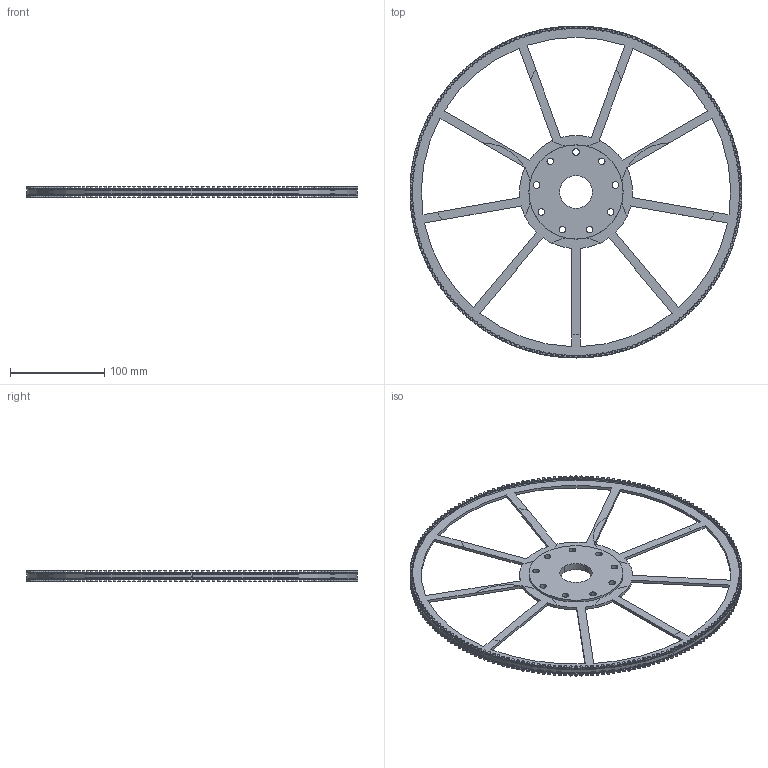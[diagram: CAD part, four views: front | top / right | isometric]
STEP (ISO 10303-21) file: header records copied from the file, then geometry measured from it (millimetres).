
FILE_DESCRIPTION(/* description */ ('VariCAD 2025-3.03 AP-214'),/* implementation_level */ '2;1');
FILE_NAME(/* name */ 'hfa_rotor_p192.stp',/* time_stamp */ '2025-11-18T20:12:09+01:00',/* author */ (''),/* organization */ (''),/* preprocessor_version */ 'VariCAD 2025-3.03',/* originating_system */ 'VariCAD 2025-3.03; kernel version (20180118)',/* authorisation */ '');
FILE_SCHEMA(('AUTOMOTIVE_DESIGN'));
Length unit declared in the file: millimetre
Products named in the file (2): hfa_rotor_p192
Assembly tree (1 placements, depth 2):
  hfa_rotor_p192
    (unnamed)
Bounding box: 352.6 x 352.6 x 11 mm (x, y, z)
Volume: 135494.5 mm3; surface area: 99177.8 mm2
Topology: 1 solids, 1 shells, 1754 faces, 4276 edges, 2510 vertices
Faces by surface type: plane 930, cylinder 824
Entity records: 50582 total; most frequent: DIRECTION 10672, CARTESIAN_POINT 8356, ORIENTED_EDGE 8312, AXIS2_PLACEMENT_3D 4882, EDGE_CURVE 4156, CIRCLE 3244, VERTEX_POINT 2510, EDGE_LOOP 1658
